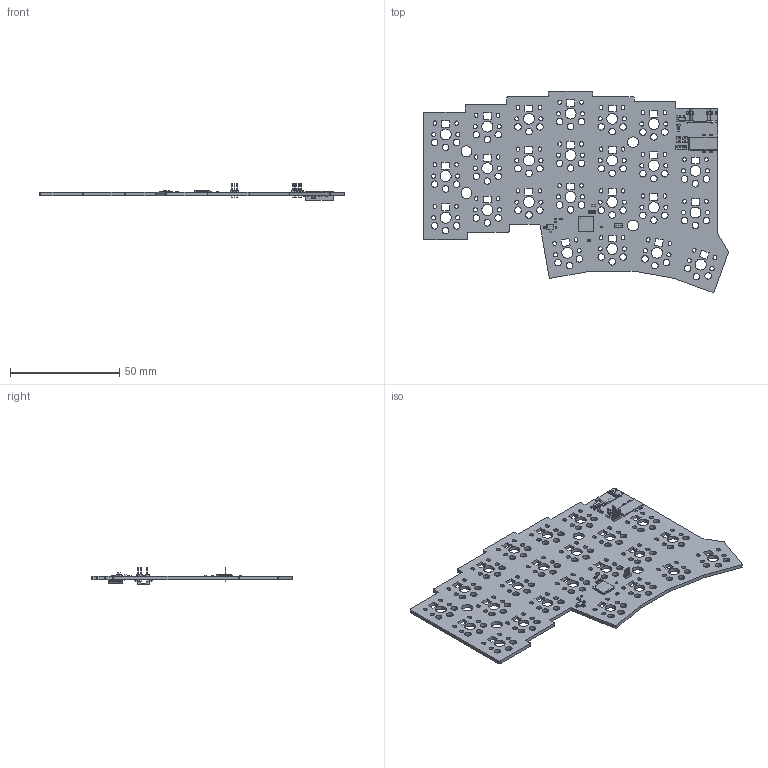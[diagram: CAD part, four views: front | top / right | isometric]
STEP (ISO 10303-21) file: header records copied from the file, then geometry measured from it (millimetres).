
FILE_DESCRIPTION(('KiCad electronic assembly'),'2;1');
FILE_NAME('kerigokbd.STEP','2024-12-30T10:49:22',('Pcbnew'),('Kicad'), 'Open CASCADE STEP processor 7.8','KiCad to STEP converter','Unknown' );
FILE_SCHEMA(('AUTOMOTIVE_DESIGN { 1 0 10303 214 1 1 1 1 }'));
Length unit declared in the file: millimetre
Products named in the file (24): kerigokbd 1; C_0402_1005Metric; PinHeader_1x03_P1.27mm_Vertical; PinHeader_1x03_P127mm_Vertical; D_SOD-523; D_SOD_523; R_0402_1005Metric; PinHeader_1x02_P1.27mm_Vertical; PinHeader_1x02_P127mm_Vertical; SOT-23-5; SOT_23_5; Crystal_SMD_3225-4Pin_3.2x2.5mm; PinHeader_1x04_P1.27mm_Vertical; PinHeader_1x04_P127mm_Vertical; QFN-56-1EP_7x7mm_P0.4mm_EP3.2x3.2mm; QFN_56_1EP_7x7mm_P04mm_EP32x32mm; TYPE-C-31-M-13C; TYPE-C-31-M-13C v2; PJ-398A-5A; PJ-398A-5A v5; kerigokbd_PCB
Assembly tree (43 placements, depth 3):
  kerigokbd 1
    C_0402_1005Metric  x12
      C_0402_1005Metric
    PinHeader_1x03_P1.27mm_Vertical
      PinHeader_1x03_P127mm_Vertical
    D_SOD-523
      D_SOD_523
    R_0402_1005Metric  x9
      R_0402_1005Metric
    PinHeader_1x02_P1.27mm_Vertical  x2
      PinHeader_1x02_P127mm_Vertical
    SOT-23-5
      SOT_23_5
    Crystal_SMD_3225-4Pin_3.2x2.5mm
      Crystal_SMD_3225-4Pin_3.2x2.5mm
    PinHeader_1x04_P1.27mm_Vertical
      PinHeader_1x04_P127mm_Vertical
    QFN-56-1EP_7x7mm_P0.4mm_EP3.2x3.2mm
      QFN_56_1EP_7x7mm_P04mm_EP32x32mm
    TYPE-C-31-M-13C
      TYPE-C-31-M-13C v2
    PJ-398A-5A
      PJ-398A-5A v5
    kerigokbd_PCB
Bounding box: 139.51 x 91.98 x 7.7 mm (x, y, z)
Volume: 13135.9 mm3; surface area: 21342.3 mm2
Topology: 54 solids, 54 shells, 2139 faces, 5764 edges, 3782 vertices
Faces by surface type: plane 1540, cylinder 560, bspline 39
Full cylindrical faces by diameter (mm): 0.4 x1, 0.6 x1, 0.65 x11, 1.9 x48, 3 x72, 3.6 x1, 5 x28
Entity records: 54139 total; most frequent: CARTESIAN_POINT 8928, ORIENTED_EDGE 8612, DIRECTION 8142, EDGE_CURVE 4306, LINE 3534, VECTOR 3534, VERTEX_POINT 2826, AXIS2_PLACEMENT_3D 2304
